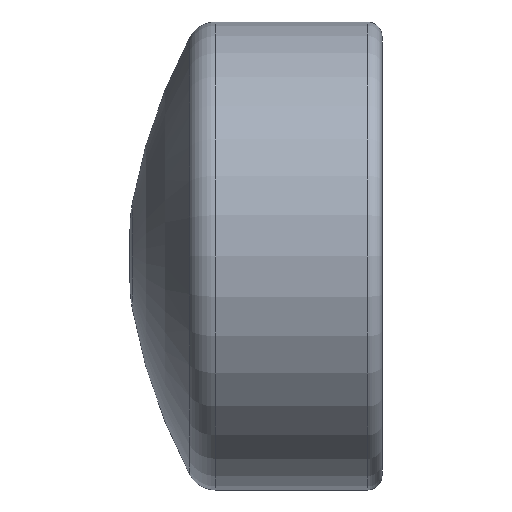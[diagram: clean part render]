
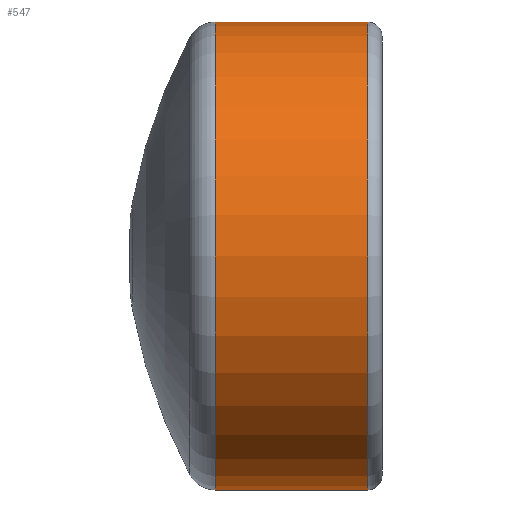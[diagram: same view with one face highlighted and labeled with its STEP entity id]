
A CAD part, left-side view. The second image highlights one B-rep face of the part: STEP entity #547.
In plain terms, the highlighted cylindrical face has radius 24.25 mm (diameter 48.5 mm), a partial arc.
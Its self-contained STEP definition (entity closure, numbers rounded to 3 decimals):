
#4 = CIRCLE ( 'NONE', #467, 24.25 ) ;
#5 = CARTESIAN_POINT ( 'NONE',  ( 0., 12.275, 24.25 ) ) ;
#10 = EDGE_CURVE ( 'NONE', #455, #506, #122, .T. ) ;
#27 = DIRECTION ( 'NONE',  ( 0., -1., 0. ) ) ;
#35 = CIRCLE ( 'NONE', #353, 24.25 ) ;
#40 = CARTESIAN_POINT ( 'NONE',  ( 0., 0., 0. ) ) ;
#43 = DIRECTION ( 'NONE',  ( 0., 0., -1. ) ) ;
#61 = ORIENTED_EDGE ( 'NONE', *, *, #331, .T. ) ;
#72 = CARTESIAN_POINT ( 'NONE',  ( 0., -3.5, -24.25 ) ) ;
#73 = CARTESIAN_POINT ( 'NONE',  ( 0., 0., 24.25 ) ) ;
#106 = AXIS2_PLACEMENT_3D ( 'NONE', #40, #209, #43 ) ;
#113 = EDGE_CURVE ( 'NONE', #379, #410, #321, .T. ) ;
#122 = LINE ( 'NONE', #73, #503 ) ;
#123 = CARTESIAN_POINT ( 'NONE',  ( 0., -3.5, 0. ) ) ;
#177 = CARTESIAN_POINT ( 'NONE',  ( 0., -3.5, 24.25 ) ) ;
#200 = VECTOR ( 'NONE', #360, 1000. ) ;
#207 = DIRECTION ( 'NONE',  ( 0., 0., -1. ) ) ;
#209 = DIRECTION ( 'NONE',  ( 0., -1., 0. ) ) ;
#230 = CARTESIAN_POINT ( 'NONE',  ( 0., 0., -24.25 ) ) ;
#258 = DIRECTION ( 'NONE',  ( 0., -1., 0. ) ) ;
#292 = ORIENTED_EDGE ( 'NONE', *, *, #10, .F. ) ;
#321 = LINE ( 'NONE', #230, #200 ) ;
#331 = EDGE_CURVE ( 'NONE', #455, #379, #35, .T. ) ;
#333 = EDGE_LOOP ( 'NONE', ( #292, #61, #368, #451 ) ) ;
#353 = AXIS2_PLACEMENT_3D ( 'NONE', #375, #27, #207 ) ;
#360 = DIRECTION ( 'NONE',  ( 0., -1., 0. ) ) ;
#368 = ORIENTED_EDGE ( 'NONE', *, *, #113, .T. ) ;
#375 = CARTESIAN_POINT ( 'NONE',  ( 0., 12.275, 0. ) ) ;
#378 = CARTESIAN_POINT ( 'NONE',  ( 0., 12.275, -24.25 ) ) ;
#379 = VERTEX_POINT ( 'NONE', #378 ) ;
#391 = DIRECTION ( 'NONE',  ( 0., 0., -1. ) ) ;
#410 = VERTEX_POINT ( 'NONE', #72 ) ;
#429 = FACE_OUTER_BOUND ( 'NONE', #333, .T. ) ;
#451 = ORIENTED_EDGE ( 'NONE', *, *, #476, .F. ) ;
#455 = VERTEX_POINT ( 'NONE', #5 ) ;
#467 = AXIS2_PLACEMENT_3D ( 'NONE', #123, #474, #391 ) ;
#472 = CYLINDRICAL_SURFACE ( 'NONE', #106, 24.25 ) ;
#474 = DIRECTION ( 'NONE',  ( 0., -1., 0. ) ) ;
#476 = EDGE_CURVE ( 'NONE', #506, #410, #4, .T. ) ;
#503 = VECTOR ( 'NONE', #258, 1000. ) ;
#506 = VERTEX_POINT ( 'NONE', #177 ) ;
#547 = ADVANCED_FACE ( 'NONE', ( #429 ), #472, .T. ) ;
